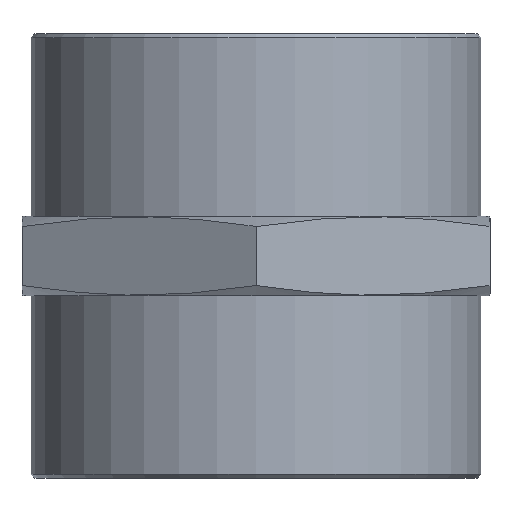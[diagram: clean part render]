
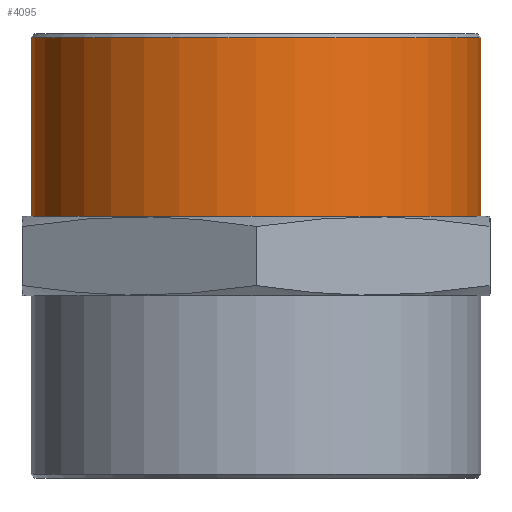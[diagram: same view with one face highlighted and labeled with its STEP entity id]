
A CAD part, left-side view. The second image highlights one B-rep face of the part: STEP entity #4095.
In plain terms, the highlighted cylindrical face has radius 29.8 mm (diameter 59.6 mm), a full revolution.
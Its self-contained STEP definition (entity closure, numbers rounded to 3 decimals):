
#37=CYLINDRICAL_SURFACE('',#4258,29.8);
#65=FACE_BOUND('',#665,.T.);
#88=CIRCLE('',#4257,29.8);
#89=CIRCLE('',#4259,29.8);
#414=FACE_OUTER_BOUND('',#664,.T.);
#664=EDGE_LOOP('',(#3672));
#665=EDGE_LOOP('',(#3673));
#2000=VERTEX_POINT('',#7584);
#2001=VERTEX_POINT('',#7587);
#2573=EDGE_CURVE('',#2000,#2000,#88,.T.);
#2574=EDGE_CURVE('',#2001,#2001,#89,.T.);
#3672=ORIENTED_EDGE('',*,*,#2574,.F.);
#3673=ORIENTED_EDGE('',*,*,#2573,.F.);
#4095=ADVANCED_FACE('',(#414,#65),#37,.T.);
#4257=AXIS2_PLACEMENT_3D('',#7585,#4959,#4960);
#4258=AXIS2_PLACEMENT_3D('',#7586,#4961,#4962);
#4259=AXIS2_PLACEMENT_3D('',#7588,#4963,#4964);
#4959=DIRECTION('center_axis',(0.,0.,1.));
#4960=DIRECTION('ref_axis',(-1.,0.,0.));
#4961=DIRECTION('center_axis',(0.,0.,1.));
#4962=DIRECTION('ref_axis',(-1.,0.,0.));
#4963=DIRECTION('center_axis',(0.,0.,-1.));
#4964=DIRECTION('ref_axis',(-1.,0.,0.));
#7584=CARTESIAN_POINT('',(29.8,0.,34.2));
#7585=CARTESIAN_POINT('Origin',(0.,0.,34.2));
#7586=CARTESIAN_POINT('Origin',(0.,0.,10.5));
#7587=CARTESIAN_POINT('',(29.8,0.,10.5));
#7588=CARTESIAN_POINT('Origin',(0.,0.,10.5));
